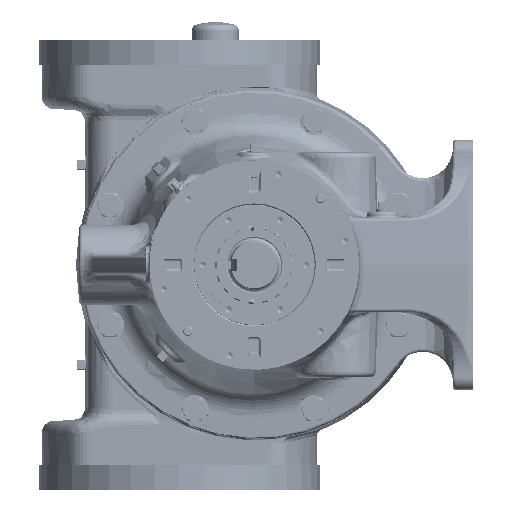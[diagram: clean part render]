
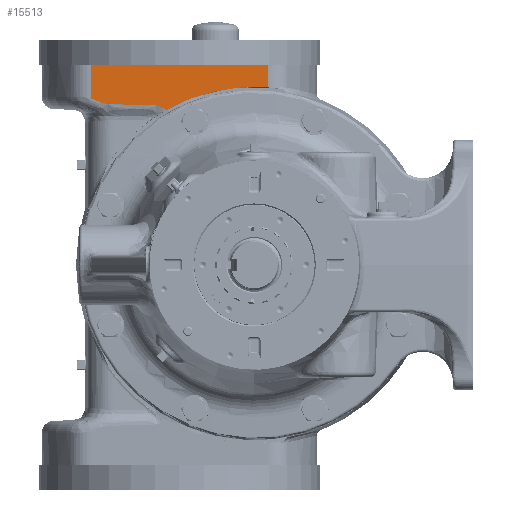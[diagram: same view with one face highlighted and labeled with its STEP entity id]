
A CAD part, left-side view. The second image highlights one B-rep face of the part: STEP entity #15513.
In plain terms, the highlighted planar face has unit normal (-1, 0, 0).
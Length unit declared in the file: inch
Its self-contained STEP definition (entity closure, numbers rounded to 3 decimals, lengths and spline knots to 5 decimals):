
#4794 = VECTOR ( 'NONE', #230970, 39.37008 ) ;
#5086 = CARTESIAN_POINT ( 'NONE',  ( -0.195, 6.14989, 6.50895 ) ) ;
#15513 = ADVANCED_FACE ( 'Defeatured_0_4552', ( #325183 ), #255567, .F. ) ;
#20594 = EDGE_CURVE ( 'NONE', #41531, #146391, #436927, .T. ) ;
#34869 = DIRECTION ( 'NONE',  ( 1., 0., 0. ) ) ;
#37539 = DIRECTION ( 'NONE',  ( 1., 0., 0. ) ) ;
#41531 = VERTEX_POINT ( 'NONE', #375157 ) ;
#44743 = CARTESIAN_POINT ( 'NONE',  ( -0.195, 3.57816, 6.21529 ) ) ;
#49448 = CARTESIAN_POINT ( 'NONE',  ( -0.195, 3.54871, 6.17837 ) ) ;
#49893 = ORIENTED_EDGE ( 'NONE', *, *, #237341, .T. ) ;
#63955 = CARTESIAN_POINT ( 'NONE',  ( -0.195, 6.41186, 6.62496 ) ) ;
#76027 = CARTESIAN_POINT ( 'NONE',  ( -0.195, 3.63976, 6.27061 ) ) ;
#81353 = EDGE_CURVE ( 'NONE', #430642, #454346, #128043, .T. ) ;
#85978 = VERTEX_POINT ( 'NONE', #362395 ) ;
#94379 = ORIENTED_EDGE ( 'NONE', *, *, #20594, .T. ) ;
#96001 = AXIS2_PLACEMENT_3D ( 'NONE', #468739, #34869, #363112 ) ;
#109401 = CARTESIAN_POINT ( 'NONE',  ( -0.195, 6.54251, 6.66904 ) ) ;
#109653 = CARTESIAN_POINT ( 'NONE',  ( -0.195, 3.79253, 6.35497 ) ) ;
#112092 = LINE ( 'NONE', #332559, #444832 ) ;
#119738 = CARTESIAN_POINT ( 'NONE',  ( -0.195, 5.64751, 6.42479 ) ) ;
#123078 = ORIENTED_EDGE ( 'NONE', *, *, #357481, .T. ) ;
#123793 = CARTESIAN_POINT ( 'NONE',  ( -0.195, 3.60355, 6.24008 ) ) ;
#126142 = CARTESIAN_POINT ( 'NONE',  ( -0.195, 3.61239, 6.24808 ) ) ;
#127151 = ORIENTED_EDGE ( 'NONE', *, *, #345585, .F. ) ;
#128043 = B_SPLINE_CURVE_WITH_KNOTS ( 'NONE', 3,
 ( #327812, #474001, #145668, #402007, #291829, #438018, #109653, #294167, #404373, #76027, #308263, #126142, #123793, #44743, #159802, #49448 ),
 .UNSPECIFIED., .F., .F.,
 ( 4, 2, 2, 2, 2, 2, 2, 4 ),
 ( 0., 0.00356, 0.00534, 0.00713, 0.01069, 0.01158, 0.01247, 0.01425 ),
 .UNSPECIFIED. ) ;
#144447 = ORIENTED_EDGE ( 'NONE', *, *, #275118, .F. ) ;
#145668 = CARTESIAN_POINT ( 'NONE',  ( -0.195, 3.9517, 6.39554 ) ) ;
#146391 = VERTEX_POINT ( 'NONE', #451326 ) ;
#153507 = CARTESIAN_POINT ( 'NONE',  ( -0.195, 6.11877, 6.49748 ) ) ;
#159802 = CARTESIAN_POINT ( 'NONE',  ( -0.195, 3.56258, 6.19758 ) ) ;
#174206 = CARTESIAN_POINT ( 'NONE',  ( -0.195, 4.04564, 6.40053 ) ) ;
#182743 = CARTESIAN_POINT ( 'NONE',  ( -0.195, 6.54251, 8. ) ) ;
#183737 = CARTESIAN_POINT ( 'NONE',  ( -0.195, 6.28471, 6.57223 ) ) ;
#185713 = VECTOR ( 'NONE', #211569, 39.37008 ) ;
#188314 = CARTESIAN_POINT ( 'NONE',  ( -0.195, -0.54251, 7.10432 ) ) ;
#191839 = CARTESIAN_POINT ( 'NONE',  ( -0.195, 5.64751, 6.42479 ) ) ;
#198803 = CARTESIAN_POINT ( 'NONE',  ( -0.195, 4.04564, 6.40053 ) ) ;
#204185 = CIRCLE ( 'NONE', #96001, 7.125 ) ;
#211569 = DIRECTION ( 'NONE',  ( 0., -1., 0. ) ) ;
#222345 = DIRECTION ( 'NONE',  ( 0., 0., -1. ) ) ;
#223154 = VERTEX_POINT ( 'NONE', #188314 ) ;
#227732 = CARTESIAN_POINT ( 'NONE',  ( -0.195, 6.15992, 6.51372 ) ) ;
#230970 = DIRECTION ( 'NONE',  ( 0., 0., -1. ) ) ;
#237341 = EDGE_CURVE ( 'NONE', #253523, #41531, #336470, .T. ) ;
#253523 = VERTEX_POINT ( 'NONE', #298266 ) ;
#255567 = PLANE ( 'NONE',  #448697 ) ;
#256612 = CARTESIAN_POINT ( 'NONE',  ( -0.195, 5.82174, 6.43404 ) ) ;
#275118 = EDGE_CURVE ( 'NONE', #444876, #223154, #112092, .T. ) ;
#276246 = EDGE_CURVE ( 'NONE', #85978, #430642, #352270, .T. ) ;
#277938 = EDGE_LOOP ( 'NONE', ( #127151, #49893, #94379, #369602, #343394, #371820, #123078, #144447 ) ) ;
#285843 = LINE ( 'NONE', #182743, #185713 ) ;
#291829 = CARTESIAN_POINT ( 'NONE',  ( -0.195, 3.86005, 6.37653 ) ) ;
#292633 = CARTESIAN_POINT ( 'NONE',  ( -0.195, 6.07703, 6.48423 ) ) ;
#293928 = CARTESIAN_POINT ( 'NONE',  ( -0.195, 6.15992, 6.51372 ) ) ;
#293935 = DIRECTION ( 'NONE',  ( 0., 1., 0. ) ) ;
#294167 = CARTESIAN_POINT ( 'NONE',  ( -0.195, 3.72774, 6.32776 ) ) ;
#298266 = CARTESIAN_POINT ( 'NONE',  ( -0.195, 6.54251, 8. ) ) ;
#302038 = CARTESIAN_POINT ( 'NONE',  ( -0.195, 6.10836, 6.49402 ) ) ;
#306082 = CARTESIAN_POINT ( 'NONE',  ( -0.195, -0.54251, 8. ) ) ;
#308263 = CARTESIAN_POINT ( 'NONE',  ( -0.195, 3.6305, 6.26334 ) ) ;
#325183 = FACE_OUTER_BOUND ( 'NONE', #277938, .T. ) ;
#327812 = CARTESIAN_POINT ( 'NONE',  ( -0.195, 4.04564, 6.40053 ) ) ;
#329899 = CARTESIAN_POINT ( 'NONE',  ( -0.195, 6.22217, 6.54333 ) ) ;
#332559 = CARTESIAN_POINT ( 'NONE',  ( -0.195, -0.54251, 8.74 ) ) ;
#336470 = LINE ( 'NONE', #413099, #4794 ) ;
#343394 = ORIENTED_EDGE ( 'NONE', *, *, #276246, .T. ) ;
#345585 = EDGE_CURVE ( 'NONE', #253523, #444876, #285843, .T. ) ;
#349552 = CARTESIAN_POINT ( 'NONE',  ( -0.195, 4.57964, 6.40552 ) ) ;
#350873 = EDGE_CURVE ( 'NONE', #146391, #85978, #363617, .T. ) ;
#352270 = B_SPLINE_CURVE_WITH_KNOTS ( 'NONE', 3,
 ( #119738, #383168, #349552, #198803 ),
 .UNSPECIFIED., .F., .F.,
 ( 4, 4 ),
 ( 0., 0.04069 ),
 .UNSPECIFIED. ) ;
#354067 = CARTESIAN_POINT ( 'NONE',  ( -0.195, 3.54871, 6.17837 ) ) ;
#357481 = EDGE_CURVE ( 'NONE', #454346, #223154, #204185, .T. ) ;
#362395 = CARTESIAN_POINT ( 'NONE',  ( -0.195, 5.64751, 6.42479 ) ) ;
#363112 = DIRECTION ( 'NONE',  ( 0., 1., 0. ) ) ;
#363617 = B_SPLINE_CURVE_WITH_KNOTS ( 'NONE', 3,
 ( #227732, #5086, #369148, #153507, #302038, #292633, #445910, #438827, #405188, #256612, #373889, #191839 ),
 .UNSPECIFIED., .F., .F.,
 ( 4, 2, 2, 2, 2, 4 ),
 ( 0., 0.00085, 0.00169, 0.00339, 0.00677, 0.01354 ),
 .UNSPECIFIED. ) ;
#365783 = CARTESIAN_POINT ( 'NONE',  ( -0.195, 6.54251, 8.74 ) ) ;
#369148 = CARTESIAN_POINT ( 'NONE',  ( -0.195, 6.13949, 6.50499 ) ) ;
#369602 = ORIENTED_EDGE ( 'NONE', *, *, #350873, .T. ) ;
#371820 = ORIENTED_EDGE ( 'NONE', *, *, #81353, .T. ) ;
#373889 = CARTESIAN_POINT ( 'NONE',  ( -0.195, 5.7351, 6.42655 ) ) ;
#375157 = CARTESIAN_POINT ( 'NONE',  ( -0.195, 6.54251, 6.66904 ) ) ;
#383168 = CARTESIAN_POINT ( 'NONE',  ( -0.195, 5.1136, 6.41407 ) ) ;
#392311 = CARTESIAN_POINT ( 'NONE',  ( -0.195, 6.47644, 6.64884 ) ) ;
#402007 = CARTESIAN_POINT ( 'NONE',  ( -0.195, 3.88283, 6.38212 ) ) ;
#404373 = CARTESIAN_POINT ( 'NONE',  ( -0.195, 3.68701, 6.30525 ) ) ;
#405188 = CARTESIAN_POINT ( 'NONE',  ( -0.195, 5.95016, 6.45449 ) ) ;
#413099 = CARTESIAN_POINT ( 'NONE',  ( -0.195, 6.54251, 8.74 ) ) ;
#430642 = VERTEX_POINT ( 'NONE', #174206 ) ;
#436927 = B_SPLINE_CURVE_WITH_KNOTS ( 'NONE', 3,
 ( #109401, #392311, #63955, #183737, #329899, #293928 ),
 .UNSPECIFIED., .F., .F.,
 ( 4, 2, 4 ),
 ( 0., 0.00524, 0.01049 ),
 .UNSPECIFIED. ) ;
#438018 = CARTESIAN_POINT ( 'NONE',  ( -0.195, 3.81489, 6.36297 ) ) ;
#438827 = CARTESIAN_POINT ( 'NONE',  ( -0.195, 5.99271, 6.46284 ) ) ;
#444832 = VECTOR ( 'NONE', #222345, 39.37008 ) ;
#444876 = VERTEX_POINT ( 'NONE', #306082 ) ;
#445910 = CARTESIAN_POINT ( 'NONE',  ( -0.195, 6.05602, 6.47849 ) ) ;
#448697 = AXIS2_PLACEMENT_3D ( 'NONE', #365783, #37539, #293935 ) ;
#451326 = CARTESIAN_POINT ( 'NONE',  ( -0.195, 6.15992, 6.51372 ) ) ;
#454346 = VERTEX_POINT ( 'NONE', #354067 ) ;
#468739 = CARTESIAN_POINT ( 'NONE',  ( -0.195, 0., 0. ) ) ;
#474001 = CARTESIAN_POINT ( 'NONE',  ( -0.195, 3.99833, 6.40009 ) ) ;
